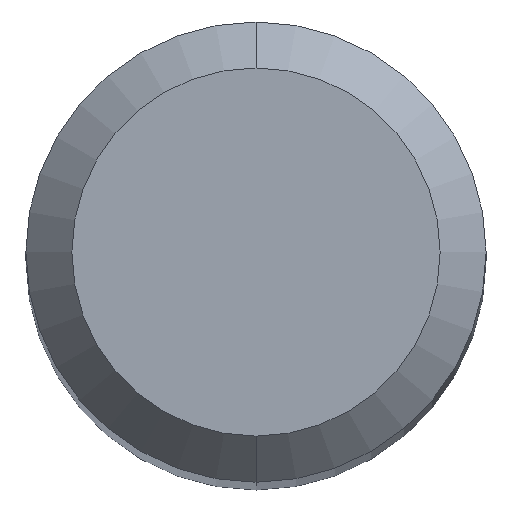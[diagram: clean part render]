
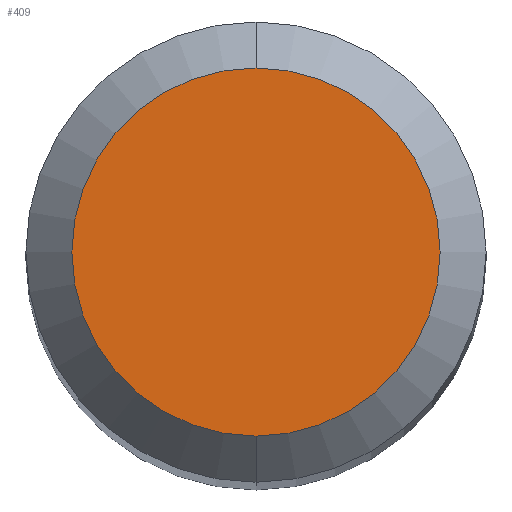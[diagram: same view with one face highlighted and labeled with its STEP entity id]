
A CAD part, top view. The second image highlights one B-rep face of the part: STEP entity #409.
In plain terms, the highlighted planar face has unit normal (0, 0, 1).
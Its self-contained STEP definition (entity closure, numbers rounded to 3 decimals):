
#259=VERTEX_POINT('',#575);
#267=EDGE_CURVE('',#379,#259,#583,.T.);
#379=VERTEX_POINT('',#706);
#385=EDGE_CURVE('',#259,#379,#712,.T.);
#409=ADVANCED_FACE('',(#740),#741,.T.);
#575=CARTESIAN_POINT('',(0.0,1.2,0.0));
#583=CIRCLE('',#977,1.2);
#706=CARTESIAN_POINT('',(0.,-1.2,0.0));
#712=CIRCLE('',#1308,1.2);
#740=FACE_OUTER_BOUND('',#1339,.T.);
#741=PLANE('',#1340);
#977=AXIS2_PLACEMENT_3D('',#1544,#1545,#1546);
#1308=AXIS2_PLACEMENT_3D('',#1687,#1688,#1689);
#1339=EDGE_LOOP('',(#1729,#1730));
#1340=AXIS2_PLACEMENT_3D('',#1731,#1732,#1733);
#1544=CARTESIAN_POINT('',(0.0,0.0,0.0));
#1545=DIRECTION('',(0.0,0.0,-1.0));
#1546=DIRECTION('',(0.0,1.0,0.0));
#1687=CARTESIAN_POINT('',(0.0,0.0,0.0));
#1688=DIRECTION('',(0.0,0.0,-1.0));
#1689=DIRECTION('',(0.0,1.0,0.0));
#1729=ORIENTED_EDGE('',*,*,#385,.F.);
#1730=ORIENTED_EDGE('',*,*,#267,.F.);
#1731=CARTESIAN_POINT('',(0.0,0.6,0.0));
#1732=DIRECTION('',(-0.0,0.0,1.0));
#1733=DIRECTION('',(0.0,-1.0,0.0));
